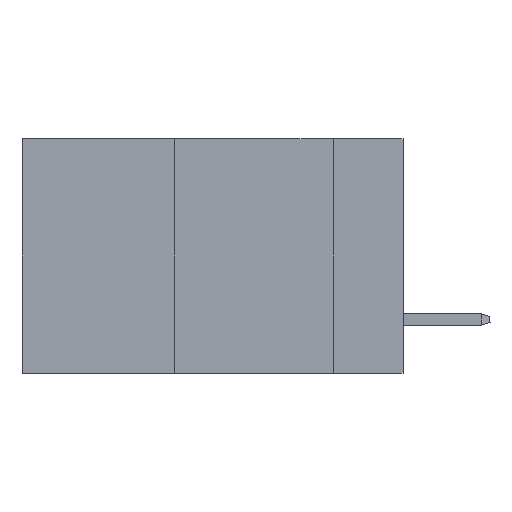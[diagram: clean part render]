
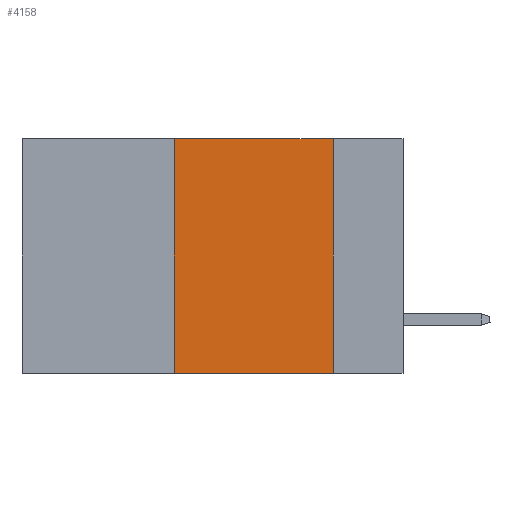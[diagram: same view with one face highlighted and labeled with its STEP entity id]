
A CAD part, left-side view. The second image highlights one B-rep face of the part: STEP entity #4158.
In plain terms, the highlighted planar face has unit normal (-1, 0, 0).
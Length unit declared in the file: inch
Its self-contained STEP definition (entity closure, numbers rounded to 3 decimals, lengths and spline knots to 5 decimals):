
#63 = CARTESIAN_POINT ( 'NONE',  ( 0., 0.11, -0.37 ) ) ;
#1263 = LINE ( 'NONE', #18612, #12998 ) ;
#1433 = VECTOR ( 'NONE', #11939, 39.37008 ) ;
#1665 = CARTESIAN_POINT ( 'NONE',  ( 0., 0.11, 0. ) ) ;
#1886 = DIRECTION ( 'NONE',  ( 0., -1., 0. ) ) ;
#2143 = EDGE_CURVE ( 'NONE', #6669, #3212, #1263, .T. ) ;
#2577 = PLANE ( 'NONE',  #8321 ) ;
#3212 = VERTEX_POINT ( 'NONE', #8970 ) ;
#4158 = ADVANCED_FACE ( 'NONE', ( #12649 ), #2577, .F. ) ;
#4667 = DIRECTION ( 'NONE',  ( 0., 0., 1. ) ) ;
#4817 = VECTOR ( 'NONE', #1886, 39.37008 ) ;
#6500 = LINE ( 'NONE', #18610, #13846 ) ;
#6669 = VERTEX_POINT ( 'NONE', #9293 ) ;
#6738 = EDGE_CURVE ( 'NONE', #3212, #13315, #10791, .T. ) ;
#7719 = CARTESIAN_POINT ( 'NONE',  ( 0., 0.6, 0. ) ) ;
#8283 = ORIENTED_EDGE ( 'NONE', *, *, #6738, .F. ) ;
#8321 = AXIS2_PLACEMENT_3D ( 'NONE', #7719, #18011, #9110 ) ;
#8970 = CARTESIAN_POINT ( 'NONE',  ( 0., 0.36, 0. ) ) ;
#9110 = DIRECTION ( 'NONE',  ( 0., 0., -1. ) ) ;
#9293 = CARTESIAN_POINT ( 'NONE',  ( 0., 0.36, -0.37 ) ) ;
#9994 = ORIENTED_EDGE ( 'NONE', *, *, #12089, .F. ) ;
#10236 = LINE ( 'NONE', #1665, #1433 ) ;
#10338 = VERTEX_POINT ( 'NONE', #63 ) ;
#10791 = LINE ( 'NONE', #21282, #4817 ) ;
#11939 = DIRECTION ( 'NONE',  ( 0., 0., -1. ) ) ;
#12089 = EDGE_CURVE ( 'NONE', #13315, #10338, #10236, .T. ) ;
#12325 = EDGE_CURVE ( 'NONE', #6669, #10338, #6500, .T. ) ;
#12649 = FACE_OUTER_BOUND ( 'NONE', #14944, .T. ) ;
#12998 = VECTOR ( 'NONE', #4667, 39.37008 ) ;
#13315 = VERTEX_POINT ( 'NONE', #20658 ) ;
#13608 = ORIENTED_EDGE ( 'NONE', *, *, #12325, .T. ) ;
#13846 = VECTOR ( 'NONE', #17026, 39.37008 ) ;
#14944 = EDGE_LOOP ( 'NONE', ( #9994, #8283, #20905, #13608 ) ) ;
#17026 = DIRECTION ( 'NONE',  ( 0., -1., 0. ) ) ;
#18011 = DIRECTION ( 'NONE',  ( 1., 0., 0. ) ) ;
#18610 = CARTESIAN_POINT ( 'NONE',  ( 0., 0.6, -0.37 ) ) ;
#18612 = CARTESIAN_POINT ( 'NONE',  ( 0., 0.36, 0. ) ) ;
#20658 = CARTESIAN_POINT ( 'NONE',  ( 0., 0.11, 0. ) ) ;
#20905 = ORIENTED_EDGE ( 'NONE', *, *, #2143, .F. ) ;
#21282 = CARTESIAN_POINT ( 'NONE',  ( 0., 0.6, 0. ) ) ;
